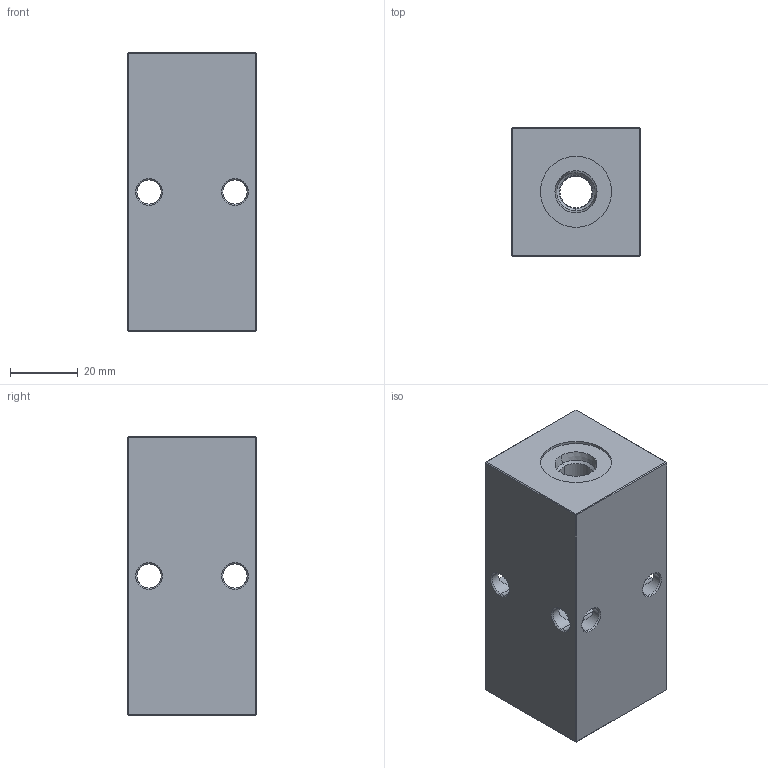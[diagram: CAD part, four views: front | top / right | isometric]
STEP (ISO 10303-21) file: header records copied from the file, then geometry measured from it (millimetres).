
FILE_DESCRIPTION (( 'STEP AP203' ), '1' );
FILE_NAME ('HM-2-90-S-4-2.STEP', '2020-11-09T13:58:33', ( '' ), ( '' ), 'SwSTEP 2.0', 'SolidWorks 2019', '' );
FILE_SCHEMA (( 'CONFIG_CONTROL_DESIGN' ));
Length unit declared in the file: inch
Products named in the file (1): HM-2-90-S-4-2
Bounding box: 38.1 x 38.1 x 82.55 mm (x, y, z)
Volume: 105041 mm3; surface area: 21158.7 mm2
Topology: 1 solids, 1 shells, 544 faces, 1396 edges, 894 vertices
Faces by surface type: plane 245, bspline 189, cylinder 58, cone 52
Entity records: 25655 total; most frequent: CARTESIAN_POINT 13684, ORIENTED_EDGE 2792, DIRECTION 1804, EDGE_CURVE 1396, VERTEX_POINT 894, VECTOR 856, LINE 856, EDGE_LOOP 610
